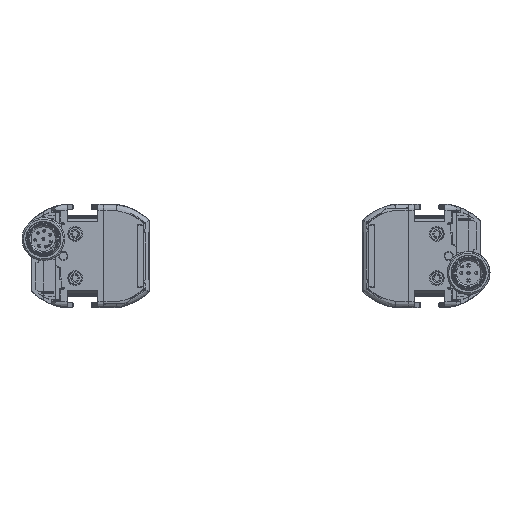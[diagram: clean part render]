
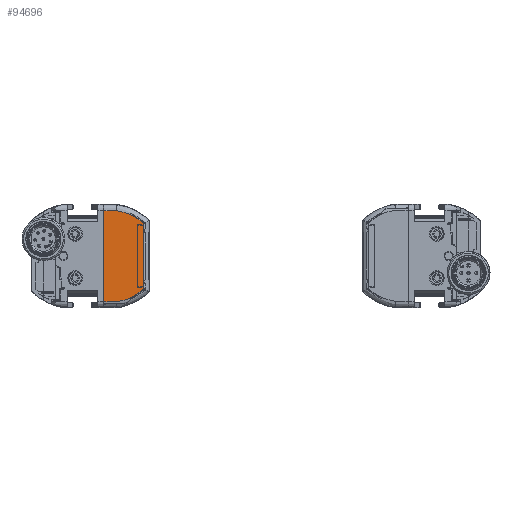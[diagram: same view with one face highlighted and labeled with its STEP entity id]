
A CAD part, front view. The second image highlights one B-rep face of the part: STEP entity #94696.
In plain terms, the highlighted planar face has unit normal (0, -1, 0).
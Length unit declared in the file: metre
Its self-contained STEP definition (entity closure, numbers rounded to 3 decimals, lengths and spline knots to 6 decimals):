
#1925 = CIRCLE ( 'NONE', #52155, 0.707887 ) ;
#2684 = PLANE ( 'NONE',  #81174 ) ;
#7526 = CARTESIAN_POINT ( 'NONE',  ( -2.032072, -21.141732, 0.607189 ) ) ;
#10004 = DIRECTION ( 'NONE',  ( 0., 0., 1. ) ) ;
#13527 = DIRECTION ( 'NONE',  ( 0., -1., 0. ) ) ;
#15903 = VERTEX_POINT ( 'NONE', #67818 ) ;
#17042 = CARTESIAN_POINT ( 'NONE',  ( -1.5, -21.141732, -0.441463 ) ) ;
#22273 = DIRECTION ( 'NONE',  ( 0., 1., 0. ) ) ;
#22411 = VERTEX_POINT ( 'NONE', #17042 ) ;
#24775 = LINE ( 'NONE', #67006, #39723 ) ;
#26217 = EDGE_CURVE ( 'NONE', #48850, #96732, #83729, .T. ) ;
#27531 = EDGE_CURVE ( 'NONE', #90182, #22411, #57465, .T. ) ;
#29327 = DIRECTION ( 'NONE',  ( 1., 0., 0. ) ) ;
#30905 = CARTESIAN_POINT ( 'NONE',  ( -1.97247, -21.141732, -0.091771 ) ) ;
#33907 = CARTESIAN_POINT ( 'NONE',  ( -2.032072, -21.141732, 0.215456 ) ) ;
#34626 = DIRECTION ( 'NONE',  ( 1., 0., 0. ) ) ;
#35821 = CARTESIAN_POINT ( 'NONE',  ( -2.007874, -21.141732, 0.215456 ) ) ;
#37019 = EDGE_LOOP ( 'NONE', ( #91433, #57430, #72724, #83846, #41449, #54207 ) ) ;
#39723 = VECTOR ( 'NONE', #90860, 39.370079 ) ;
#41449 = ORIENTED_EDGE ( 'NONE', *, *, #26217, .F. ) ;
#43641 = CARTESIAN_POINT ( 'NONE',  ( -2.032072, -21.141732, -0.613284 ) ) ;
#46624 = DIRECTION ( 'NONE',  ( 0.667, 0., 0.745 ) ) ;
#48850 = VERTEX_POINT ( 'NONE', #43641 ) ;
#50254 = CARTESIAN_POINT ( 'NONE',  ( -2.032072, -21.141732, 0.607189 ) ) ;
#52155 = AXIS2_PLACEMENT_3D ( 'NONE', #30905, #13527, #46624 ) ;
#54207 = ORIENTED_EDGE ( 'NONE', *, *, #56119, .T. ) ;
#55311 = DIRECTION ( 'NONE',  ( -1., 0., 0. ) ) ;
#56119 = EDGE_CURVE ( 'NONE', #48850, #90182, #57975, .T. ) ;
#57430 = ORIENTED_EDGE ( 'NONE', *, *, #77032, .T. ) ;
#57465 = CIRCLE ( 'NONE', #88590, 0.707887 ) ;
#57975 = LINE ( 'NONE', #90982, #68463 ) ;
#67006 = CARTESIAN_POINT ( 'NONE',  ( -1.5, -21.141732, 0.469393 ) ) ;
#67818 = CARTESIAN_POINT ( 'NONE',  ( -1.5, -21.141732, 0.435368 ) ) ;
#68463 = VECTOR ( 'NONE', #34626, 39.370079 ) ;
#70942 = VECTOR ( 'NONE', #55311, 39.370079 ) ;
#72131 = DIRECTION ( 'NONE',  ( 0., -1., 0. ) ) ;
#72724 = ORIENTED_EDGE ( 'NONE', *, *, #101269, .T. ) ;
#73632 = LINE ( 'NONE', #7526, #70942 ) ;
#76944 = FACE_OUTER_BOUND ( 'NONE', #37019, .T. ) ;
#77032 = EDGE_CURVE ( 'NONE', #22411, #15903, #24775, .T. ) ;
#80713 = VECTOR ( 'NONE', #10004, 39.370079 ) ;
#81174 = AXIS2_PLACEMENT_3D ( 'NONE', #35821, #22273, #29327 ) ;
#83729 = LINE ( 'NONE', #33907, #80713 ) ;
#83846 = ORIENTED_EDGE ( 'NONE', *, *, #98611, .T. ) ;
#88590 = AXIS2_PLACEMENT_3D ( 'NONE', #106288, #72131, #95994 ) ;
#90182 = VERTEX_POINT ( 'NONE', #91935 ) ;
#90860 = DIRECTION ( 'NONE',  ( 0., 0., 1. ) ) ;
#90982 = CARTESIAN_POINT ( 'NONE',  ( -1.854331, -21.141732, -0.613284 ) ) ;
#91433 = ORIENTED_EDGE ( 'NONE', *, *, #27531, .T. ) ;
#91935 = CARTESIAN_POINT ( 'NONE',  ( -1.860405, -21.141732, -0.613284 ) ) ;
#94696 = ADVANCED_FACE ( 'NONE', ( #76944 ), #2684, .F. ) ;
#95502 = VERTEX_POINT ( 'NONE', #105965 ) ;
#95994 = DIRECTION ( 'NONE',  ( 0.158, 0., -0.987 ) ) ;
#96732 = VERTEX_POINT ( 'NONE', #50254 ) ;
#98611 = EDGE_CURVE ( 'NONE', #95502, #96732, #73632, .T. ) ;
#101269 = EDGE_CURVE ( 'NONE', #15903, #95502, #1925, .T. ) ;
#105965 = CARTESIAN_POINT ( 'NONE',  ( -1.860405, -21.141732, 0.607189 ) ) ;
#106288 = CARTESIAN_POINT ( 'NONE',  ( -1.97247, -21.141732, 0.085676 ) ) ;
